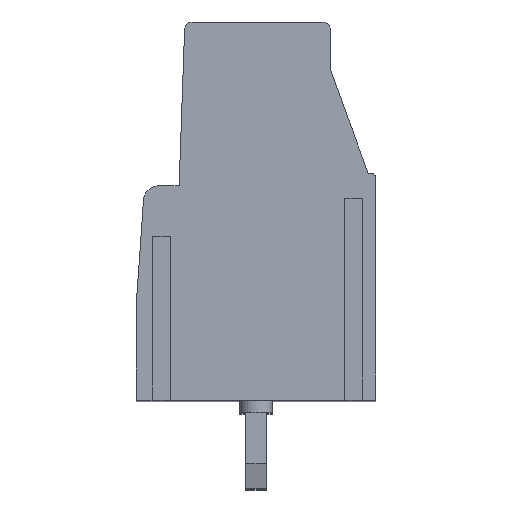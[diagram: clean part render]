
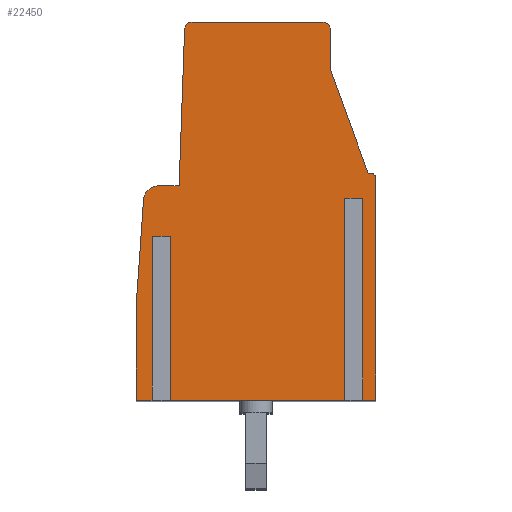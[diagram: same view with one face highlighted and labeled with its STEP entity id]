
A CAD part, top view. The second image highlights one B-rep face of the part: STEP entity #22450.
In plain terms, the highlighted face is planar.
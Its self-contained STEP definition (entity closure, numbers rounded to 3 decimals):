
#120=CARTESIAN_POINT('',(-41.874,19.77,-7.62));
#130=VERTEX_POINT('',#120);
#160=CARTESIAN_POINT('',(-41.874,0.,-7.62));
#170=DIRECTION('',(0.,1.,0.));
#180=VECTOR('',#170,1.);
#190=LINE('',#160,#180);
#200=CARTESIAN_POINT('',(-41.874,27.77,-7.62));
#210=VERTEX_POINT('',#200);
#220=EDGE_CURVE('',#130,#210,#190,.T.);
#3920=CARTESIAN_POINT('',(-33.456,19.77,-7.62));
#3930=VERTEX_POINT('',#3920);
#3960=CARTESIAN_POINT('',(0.,19.77,-7.62));
#3970=DIRECTION('',(-1.,0.,0.));
#3980=VECTOR('',#3970,1.);
#3990=LINE('',#3960,#3980);
#4000=CARTESIAN_POINT('',(-34.249,19.77,-7.62));
#4010=VERTEX_POINT('',#4000);
#4020=EDGE_CURVE('',#3930,#4010,#3990,.T.);
#4470=CARTESIAN_POINT('',(-34.663,19.77,-7.62));
#4480=VERTEX_POINT('',#4470);
#4510=EDGE_CURVE('',#4480,#130,#3990,.T.);
#4910=CARTESIAN_POINT('',(-42.288,19.77,-7.62));
#4920=VERTEX_POINT('',#4910);
#4950=CARTESIAN_POINT('',(-42.956,19.77,-7.62));
#4960=VERTEX_POINT('',#4950);
#4970=EDGE_CURVE('',#4920,#4960,#3990,.T.);
#6950=CARTESIAN_POINT('',(-34.169,0.,-7.62));
#6960=DIRECTION('',(0.035,-0.999,0.));
#6970=VECTOR('',#6960,1.);
#6980=LINE('',#6950,#6970);
#6990=CARTESIAN_POINT('',(-35.373,34.481,-7.62));
#7000=VERTEX_POINT('',#6990);
#7010=CARTESIAN_POINT('',(-35.156,28.27,-7.62));
#7020=VERTEX_POINT('',#7010);
#7030=EDGE_CURVE('',#7000,#7020,#6980,.T.);
#8270=CARTESIAN_POINT('',(-34.343,27.67,-7.62));
#8280=DIRECTION('',(0.,0.,1.));
#8290=DIRECTION('',(1.,0.,0.));
#8300=AXIS2_PLACEMENT_3D('',#8270,#8280,#8290);
#8310=CIRCLE('',#8300,0.6);
#8320=CARTESIAN_POINT('',(-33.745,27.712,-7.62));
#8330=VERTEX_POINT('',#8320);
#8340=CARTESIAN_POINT('',(-34.343,28.27,-7.62));
#8350=VERTEX_POINT('',#8340);
#8360=EDGE_CURVE('',#8330,#8350,#8310,.T.);
#9960=CARTESIAN_POINT('',(0.,34.77,-7.62));
#9970=DIRECTION('',(-1.,0.,0.));
#9980=VECTOR('',#9970,1.);
#9990=LINE('',#9960,#9980);
#10000=CARTESIAN_POINT('',(-35.673,34.77,-7.62));
#10010=VERTEX_POINT('',#10000);
#10020=CARTESIAN_POINT('',(-40.856,34.77,-7.62));
#10030=VERTEX_POINT('',#10020);
#10040=EDGE_CURVE('',#10010,#10030,#9990,.T.);
#11490=CARTESIAN_POINT('',(-42.756,28.77,-7.62));
#11500=VERTEX_POINT('',#11490);
#11530=CARTESIAN_POINT('',(0.,28.77,-7.62));
#11540=DIRECTION('',(-1.,0.,0.));
#11550=VECTOR('',#11540,1.);
#11560=LINE('',#11530,#11550);
#11570=CARTESIAN_POINT('',(-42.656,28.77,-7.62));
#11580=VERTEX_POINT('',#11570);
#11590=EDGE_CURVE('',#11580,#11500,#11560,.T.);
#16810=CARTESIAN_POINT('',(0.,28.27,-7.62));
#16820=DIRECTION('',(1.,0.,0.));
#16830=VECTOR('',#16820,1.);
#16840=LINE('',#16810,#16830);
#16850=EDGE_CURVE('',#7020,#8350,#16840,.T.);
#20520=CARTESIAN_POINT('',(-53.128,0.,-7.62));
#20530=DIRECTION('',(-0.342,-0.94,0.));
#20540=VECTOR('',#20530,1.);
#20550=LINE('',#20520,#20540);
#20560=CARTESIAN_POINT('',(-41.156,32.891,-7.62));
#20570=VERTEX_POINT('',#20560);
#20580=EDGE_CURVE('',#20570,#11580,#20550,.T.);
#20900=CARTESIAN_POINT('',(-41.156,0.,-7.62));
#20910=DIRECTION('',(0.,-1.,0.));
#20920=VECTOR('',#20910,1.);
#20930=LINE('',#20900,#20920);
#20940=CARTESIAN_POINT('',(-41.156,34.47,-7.62));
#20950=VERTEX_POINT('',#20940);
#20960=EDGE_CURVE('',#20950,#20570,#20930,.T.);
#21280=CARTESIAN_POINT('',(-35.673,34.47,-7.62));
#21290=DIRECTION('',(0.,0.,1.));
#21300=DIRECTION('',(1.,0.,0.));
#21310=AXIS2_PLACEMENT_3D('',#21280,#21290,#21300);
#21320=CIRCLE('',#21310,0.3);
#21330=EDGE_CURVE('',#7000,#10010,#21320,.T.);
#21540=CARTESIAN_POINT('',(0.,0.,-7.62));
#21550=DIRECTION('',(0.,0.,1.));
#21560=DIRECTION('',(1.,0.,0.));
#21570=AXIS2_PLACEMENT_3D('',#21540,#21550,#21560);
#21580=PLANE('',#21570);
#21590=ORIENTED_EDGE('',*,*,#21330,.F.);
#21600=ORIENTED_EDGE('',*,*,#10040,.F.);
#21610=CARTESIAN_POINT('',(-40.856,34.47,-7.62));
#21620=DIRECTION('',(0.,0.,1.));
#21630=DIRECTION('',(1.,0.,0.));
#21640=AXIS2_PLACEMENT_3D('',#21610,#21620,#21630);
#21650=CIRCLE('',#21640,0.3);
#21660=EDGE_CURVE('',#10030,#20950,#21650,.T.);
#21670=ORIENTED_EDGE('',*,*,#21660,.F.);
#21680=ORIENTED_EDGE('',*,*,#20960,.F.);
#21690=ORIENTED_EDGE('',*,*,#20580,.F.);
#21700=ORIENTED_EDGE('',*,*,#11590,.F.);
#21710=CARTESIAN_POINT('',(-42.756,28.57,-7.62));
#21720=DIRECTION('',(0.,0.,1.));
#21730=DIRECTION('',(1.,0.,0.));
#21740=AXIS2_PLACEMENT_3D('',#21710,#21720,#21730);
#21750=CIRCLE('',#21740,0.2);
#21760=CARTESIAN_POINT('',(-42.956,28.57,-7.62));
#21770=VERTEX_POINT('',#21760);
#21780=EDGE_CURVE('',#11500,#21770,#21750,.T.);
#21790=ORIENTED_EDGE('',*,*,#21780,.F.);
#21800=CARTESIAN_POINT('',(-42.956,0.,-7.62));
#21810=DIRECTION('',(0.,-1.,0.));
#21820=VECTOR('',#21810,1.);
#21830=LINE('',#21800,#21820);
#21840=EDGE_CURVE('',#21770,#4960,#21830,.T.);
#21850=ORIENTED_EDGE('',*,*,#21840,.F.);
#21860=ORIENTED_EDGE('',*,*,#4970,.T.);
#21870=CARTESIAN_POINT('',(-42.288,0.,-7.62));
#21880=DIRECTION('',(0.,-1.,0.));
#21890=VECTOR('',#21880,1.);
#21900=LINE('',#21870,#21890);
#21910=CARTESIAN_POINT('',(-42.288,27.77,-7.62));
#21920=VERTEX_POINT('',#21910);
#21930=EDGE_CURVE('',#21920,#4920,#21900,.T.);
#21940=ORIENTED_EDGE('',*,*,#21930,.T.);
#21950=CARTESIAN_POINT('',(0.,27.77,-7.62));
#21960=DIRECTION('',(-1.,0.,0.));
#21970=VECTOR('',#21960,1.);
#21980=LINE('',#21950,#21970);
#21990=EDGE_CURVE('',#210,#21920,#21980,.T.);
#22000=ORIENTED_EDGE('',*,*,#21990,.T.);
#22010=ORIENTED_EDGE('',*,*,#220,.T.);
#22020=ORIENTED_EDGE('',*,*,#4510,.T.);
#22030=CARTESIAN_POINT('',(-34.663,0.,-7.62));
#22040=DIRECTION('',(0.,1.,0.));
#22050=VECTOR('',#22040,1.);
#22060=LINE('',#22030,#22050);
#22070=CARTESIAN_POINT('',(-34.663,26.27,-7.62));
#22080=VERTEX_POINT('',#22070);
#22090=EDGE_CURVE('',#4480,#22080,#22060,.T.);
#22100=ORIENTED_EDGE('',*,*,#22090,.F.);
#22110=CARTESIAN_POINT('',(0.,26.27,-7.62));
#22120=DIRECTION('',(1.,0.,0.));
#22130=VECTOR('',#22120,1.);
#22140=LINE('',#22110,#22130);
#22150=CARTESIAN_POINT('',(-34.249,26.27,-7.62));
#22160=VERTEX_POINT('',#22150);
#22170=EDGE_CURVE('',#22080,#22160,#22140,.T.);
#22180=ORIENTED_EDGE('',*,*,#22170,.F.);
#22190=CARTESIAN_POINT('',(-34.249,0.,-7.62));
#22200=DIRECTION('',(0.,-1.,0.));
#22210=VECTOR('',#22200,1.);
#22220=LINE('',#22190,#22210);
#22230=EDGE_CURVE('',#22160,#4010,#22220,.T.);
#22240=ORIENTED_EDGE('',*,*,#22230,.F.);
#22250=ORIENTED_EDGE('',*,*,#4020,.T.);
#22260=CARTESIAN_POINT('',(-33.456,0.,-7.62));
#22270=DIRECTION('',(0.,-1.,0.));
#22280=VECTOR('',#22270,1.);
#22290=LINE('',#22260,#22280);
#22300=CARTESIAN_POINT('',(-33.456,23.59,-7.62));
#22310=VERTEX_POINT('',#22300);
#22320=EDGE_CURVE('',#22310,#3930,#22290,.T.);
#22330=ORIENTED_EDGE('',*,*,#22320,.T.);
#22340=CARTESIAN_POINT('',(-31.807,0.,-7.62));
#22350=DIRECTION('',(0.07,-0.998,0.));
#22360=VECTOR('',#22350,1.);
#22370=LINE('',#22340,#22360);
#22380=EDGE_CURVE('',#8330,#22310,#22370,.T.);
#22390=ORIENTED_EDGE('',*,*,#22380,.T.);
#22400=ORIENTED_EDGE('',*,*,#8360,.F.);
#22410=ORIENTED_EDGE('',*,*,#16850,.T.);
#22420=ORIENTED_EDGE('',*,*,#7030,.T.);
#22430=EDGE_LOOP('',(#22420,#22410,#22400,#22390,#22330,#22250,#22240,
#22180,#22100,#22020,#22010,#22000,#21940,#21860,#21850,#21790,#21700,
#21690,#21680,#21670,#21600,#21590));
#22440=FACE_OUTER_BOUND('',#22430,.T.);
#22450=ADVANCED_FACE('',(#22440),#21580,.F.);
